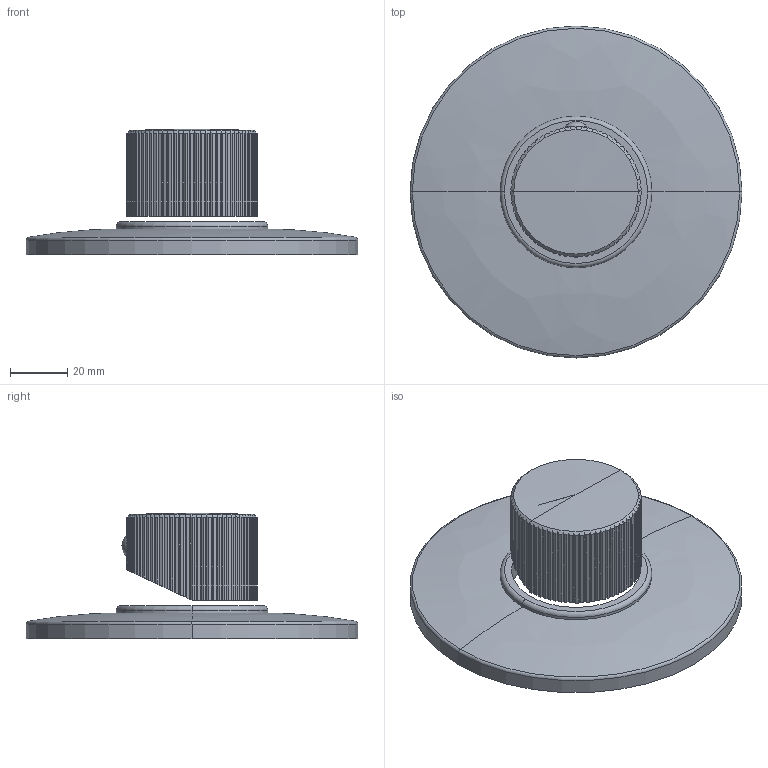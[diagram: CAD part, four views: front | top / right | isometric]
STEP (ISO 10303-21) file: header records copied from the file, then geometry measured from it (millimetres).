
FILE_DESCRIPTION((''),'2;1');
FILE_NAME('JO010CREST','2021-11-04T10:30:46',('ut3'),('PAFFONI SpA'),'CREO PARAMETRIC BY PTC INC, 2020044','CREO PARAMETRIC BY PTC INC, 2020044','');
FILE_SCHEMA(('CONFIG_CONTROL_DESIGN','SHAPE_APPEARANCE_LAYERS_GROUPS'));
Length unit declared in the file: millimetre
Products named in the file (1): JO010CREST
Bounding box: 116 x 116 x 43.9 mm (x, y, z)
Volume: 23160.4 mm3; surface area: 37446.8 mm2
Topology: 2 solids, 3 shells, 354 faces, 997 edges, 647 vertices
Faces by surface type: plane 196, cylinder 119, cone 23, bspline 8, torus 6, sphere 2
Entity records: 15120 total; most frequent: CARTESIAN_POINT 3763, ORIENTED_EDGE 1982, DIRECTION 1663, EDGE_CURVE 991, VERTEX_POINT 647, AXIS2_PLACEMENT_3D 575, VECTOR 513, LINE 513
